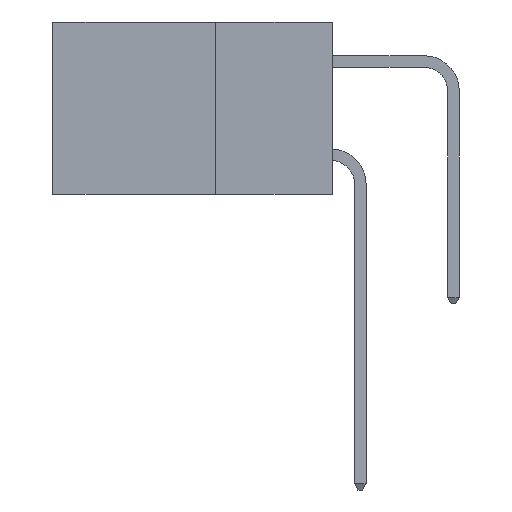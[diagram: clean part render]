
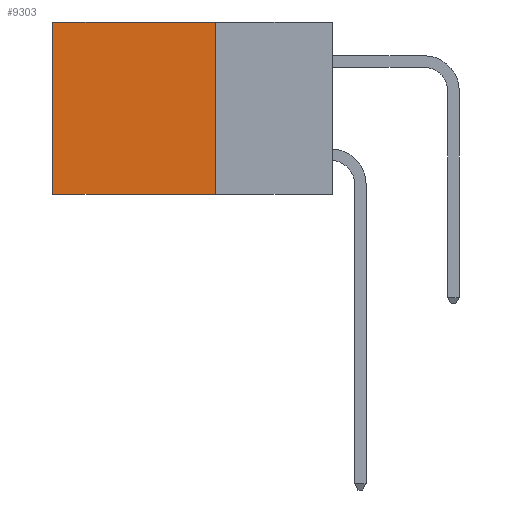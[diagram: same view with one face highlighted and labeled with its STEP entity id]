
A CAD part, left-side view. The second image highlights one B-rep face of the part: STEP entity #9303.
In plain terms, the highlighted planar face has unit normal (-1, 0, 0).
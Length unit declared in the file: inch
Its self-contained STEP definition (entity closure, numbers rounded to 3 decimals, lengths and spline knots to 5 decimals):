
#118 = VECTOR ( 'NONE', #4535, 39.37008 ) ;
#478 = VERTEX_POINT ( 'NONE', #6648 ) ;
#1141 = LINE ( 'NONE', #11212, #10269 ) ;
#1438 = VECTOR ( 'NONE', #7415, 39.37008 ) ;
#1644 = EDGE_CURVE ( 'NONE', #9470, #14095, #2500, .T. ) ;
#1954 = EDGE_CURVE ( 'NONE', #5637, #14095, #1141, .T. ) ;
#2106 = VECTOR ( 'NONE', #6129, 39.37008 ) ;
#2465 = EDGE_LOOP ( 'NONE', ( #7809, #4765, #5486, #2901 ) ) ;
#2500 = LINE ( 'NONE', #6437, #2106 ) ;
#2901 = ORIENTED_EDGE ( 'NONE', *, *, #7991, .T. ) ;
#3326 = LINE ( 'NONE', #4564, #118 ) ;
#3533 = AXIS2_PLACEMENT_3D ( 'NONE', #12767, #12634, #12631 ) ;
#4535 = DIRECTION ( 'NONE',  ( 0., 0., -1. ) ) ;
#4564 = CARTESIAN_POINT ( 'NONE',  ( 0.2615, 0.25, -0.37 ) ) ;
#4648 = LINE ( 'NONE', #7479, #1438 ) ;
#4765 = ORIENTED_EDGE ( 'NONE', *, *, #1644, .F. ) ;
#5406 = CARTESIAN_POINT ( 'NONE',  ( 0.2615, 0.6, 0. ) ) ;
#5486 = ORIENTED_EDGE ( 'NONE', *, *, #8307, .F. ) ;
#5637 = VERTEX_POINT ( 'NONE', #5406 ) ;
#6129 = DIRECTION ( 'NONE',  ( 0., 1., 0. ) ) ;
#6437 = CARTESIAN_POINT ( 'NONE',  ( 0.2615, 0.25, -0.37 ) ) ;
#6648 = CARTESIAN_POINT ( 'NONE',  ( 0.2615, 0.25, 0. ) ) ;
#7415 = DIRECTION ( 'NONE',  ( 0., 1., 0. ) ) ;
#7479 = CARTESIAN_POINT ( 'NONE',  ( 0.2615, 0.25, 0. ) ) ;
#7687 = CARTESIAN_POINT ( 'NONE',  ( 0.2615, 0.6, -0.37 ) ) ;
#7809 = ORIENTED_EDGE ( 'NONE', *, *, #1954, .T. ) ;
#7991 = EDGE_CURVE ( 'NONE', #478, #5637, #4648, .T. ) ;
#8307 = EDGE_CURVE ( 'NONE', #478, #9470, #3326, .T. ) ;
#9303 = ADVANCED_FACE ( 'NONE', ( #13885 ), #12800, .F. ) ;
#9470 = VERTEX_POINT ( 'NONE', #13673 ) ;
#10269 = VECTOR ( 'NONE', #11495, 39.37008 ) ;
#11212 = CARTESIAN_POINT ( 'NONE',  ( 0.2615, 0.6, -0.37 ) ) ;
#11495 = DIRECTION ( 'NONE',  ( 0., 0., -1. ) ) ;
#12631 = DIRECTION ( 'NONE',  ( 0., 0., -1. ) ) ;
#12634 = DIRECTION ( 'NONE',  ( 1., 0., 0. ) ) ;
#12767 = CARTESIAN_POINT ( 'NONE',  ( 0.2615, 0.25, -0.37 ) ) ;
#12800 = PLANE ( 'NONE',  #3533 ) ;
#13673 = CARTESIAN_POINT ( 'NONE',  ( 0.2615, 0.25, -0.37 ) ) ;
#13885 = FACE_OUTER_BOUND ( 'NONE', #2465, .T. ) ;
#14095 = VERTEX_POINT ( 'NONE', #7687 ) ;
